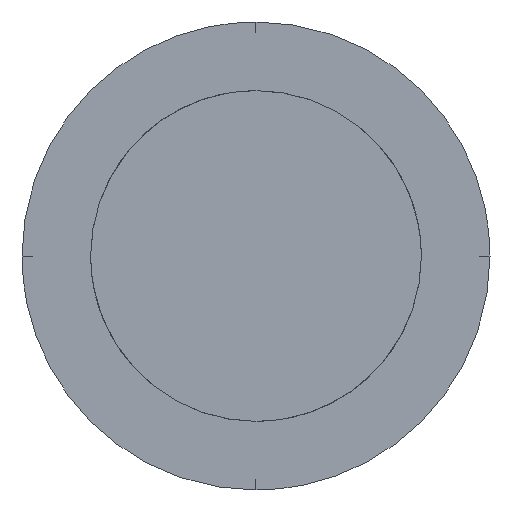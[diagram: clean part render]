
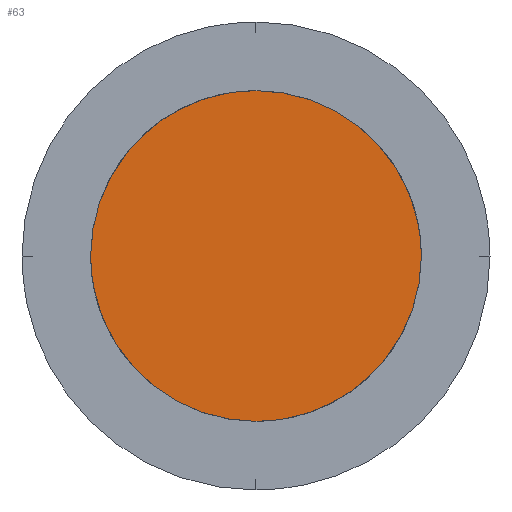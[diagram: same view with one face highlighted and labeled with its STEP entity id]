
A CAD part, top view. The second image highlights one B-rep face of the part: STEP entity #63.
In plain terms, the highlighted planar face has unit normal (0, 0, 1).
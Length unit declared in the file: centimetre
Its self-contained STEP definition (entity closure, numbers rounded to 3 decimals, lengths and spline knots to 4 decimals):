
#63=ADVANCED_FACE($,(#125),#733,.T.);
#125=FACE_OUTER_BOUND($,#191,.T.);
#191=EDGE_LOOP($,(#388,#389,#390,#391));
#388=ORIENTED_EDGE($,*,*,#583,.F.);
#389=ORIENTED_EDGE($,*,*,#581,.F.);
#390=ORIENTED_EDGE($,*,*,#579,.F.);
#391=ORIENTED_EDGE($,*,*,#576,.F.);
#576=EDGE_CURVE($,#688,#689,#883,.T.);
#579=EDGE_CURVE($,#689,#690,#886,.T.);
#581=EDGE_CURVE($,#690,#691,#888,.T.);
#583=EDGE_CURVE($,#691,#688,#890,.T.);
#688=VERTEX_POINT($,#1899);
#689=VERTEX_POINT($,#1900);
#690=VERTEX_POINT($,#1901);
#691=VERTEX_POINT($,#1902);
#733=PLANE($,#1023);
#883=(
BOUNDED_CURVE()
B_SPLINE_CURVE(2,(#1649,#1650,#1651),.UNSPECIFIED.,.F.,.F.)
B_SPLINE_CURVE_WITH_KNOTS((3,3),(0.,83.2522),.UNSPECIFIED.)
CURVE()
GEOMETRIC_REPRESENTATION_ITEM()
RATIONAL_B_SPLINE_CURVE((1.,0.707,1.))
REPRESENTATION_ITEM($)
);
#886=(
BOUNDED_CURVE()
B_SPLINE_CURVE(2,(#1656,#1657,#1658),.UNSPECIFIED.,.F.,.F.)
B_SPLINE_CURVE_WITH_KNOTS((3,3),(83.2522,166.5044),.UNSPECIFIED.)
CURVE()
GEOMETRIC_REPRESENTATION_ITEM()
RATIONAL_B_SPLINE_CURVE((1.,0.707,1.))
REPRESENTATION_ITEM($)
);
#888=(
BOUNDED_CURVE()
B_SPLINE_CURVE(2,(#1661,#1662,#1663),.UNSPECIFIED.,.F.,.F.)
B_SPLINE_CURVE_WITH_KNOTS((3,3),(-166.5044,-83.1393),.UNSPECIFIED.)
CURVE()
GEOMETRIC_REPRESENTATION_ITEM()
RATIONAL_B_SPLINE_CURVE((1.,0.707,1.))
REPRESENTATION_ITEM($)
);
#890=(
BOUNDED_CURVE()
B_SPLINE_CURVE(2,(#1666,#1667,#1668),.UNSPECIFIED.,.F.,.F.)
B_SPLINE_CURVE_WITH_KNOTS((3,3),(-83.1393,0.),.UNSPECIFIED.)
CURVE()
GEOMETRIC_REPRESENTATION_ITEM()
RATIONAL_B_SPLINE_CURVE((1.,0.707,1.))
REPRESENTATION_ITEM($)
);
#1023=AXIS2_PLACEMENT_3D($,#1854,#1036,$);
#1036=DIRECTION($,(0.,0.,1.));
#1649=CARTESIAN_POINT($,(0.,-53.,0.));
#1650=CARTESIAN_POINT($,(-53.,-53.,0.));
#1651=CARTESIAN_POINT($,(-53.,0.,0.));
#1656=CARTESIAN_POINT($,(-53.,0.,0.));
#1657=CARTESIAN_POINT($,(-53.,53.,0.));
#1658=CARTESIAN_POINT($,(0.,53.,0.));
#1661=CARTESIAN_POINT($,(0.,53.,0.));
#1662=CARTESIAN_POINT($,(53.,53.,0.));
#1663=CARTESIAN_POINT($,(53.,0.,0.));
#1666=CARTESIAN_POINT($,(53.,0.,0.));
#1667=CARTESIAN_POINT($,(53.,-53.,0.));
#1668=CARTESIAN_POINT($,(0.,-53.,0.));
#1854=CARTESIAN_POINT($,(-54.06,54.06,0.));
#1899=CARTESIAN_POINT($,(0.,-53.,0.));
#1900=CARTESIAN_POINT($,(-53.,0.,0.));
#1901=CARTESIAN_POINT($,(0.,53.,0.));
#1902=CARTESIAN_POINT($,(53.,0.,0.));
